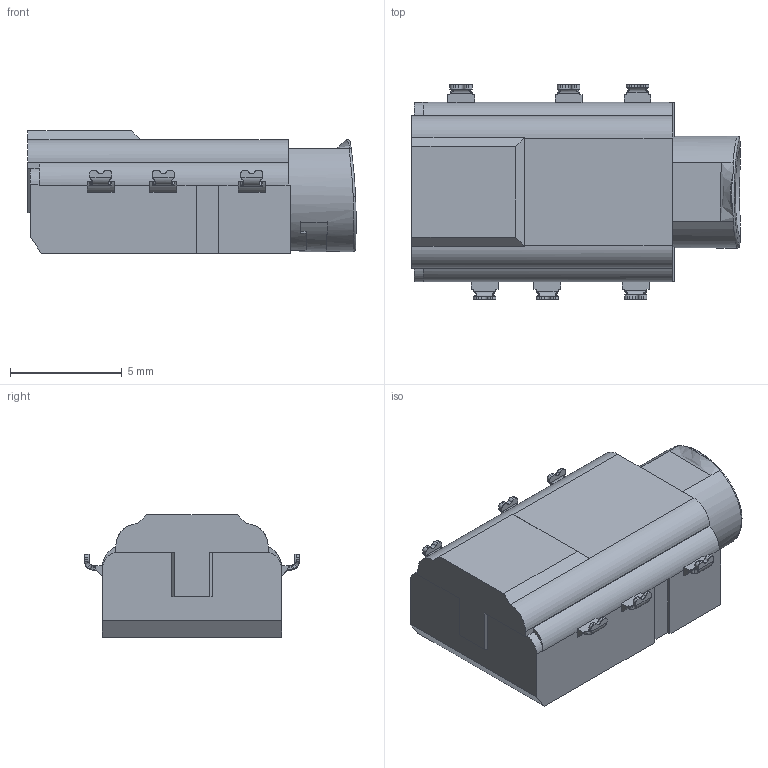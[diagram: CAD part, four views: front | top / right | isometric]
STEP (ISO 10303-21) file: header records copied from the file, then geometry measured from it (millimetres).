
FILE_DESCRIPTION (( 'STEP AP214' ), '1' );
FILE_NAME ('CUI_DEVICES_SJ-3552B-MSMT-TR-67.step', '2019-10-20T23:02:09', ( '' ), ( '' ), 'SwSTEP 2.0', 'SolidWorks 2019', '' );
FILE_SCHEMA (( 'AUTOMOTIVE_DESIGN' ));
Length unit declared in the file: inch
Products named in the file (1): CUI_DEVICES_SJ-3552B-MSMT-TR-67
Bounding box: 14.66 x 9.6 x 5.47 mm (x, y, z)
Volume: 496 mm3; surface area: 492 mm2
Topology: 1 solids, 14 shells, 436 faces, 1193 edges, 785 vertices
Faces by surface type: plane 261, cylinder 118, bspline 54, cone 3
Entity records: 17583 total; most frequent: CARTESIAN_POINT 4755, ORIENTED_EDGE 2386, DIRECTION 1903, EDGE_CURVE 1193, VERTEX_POINT 785, LINE 743, VECTOR 743, AXIS2_PLACEMENT_3D 580
